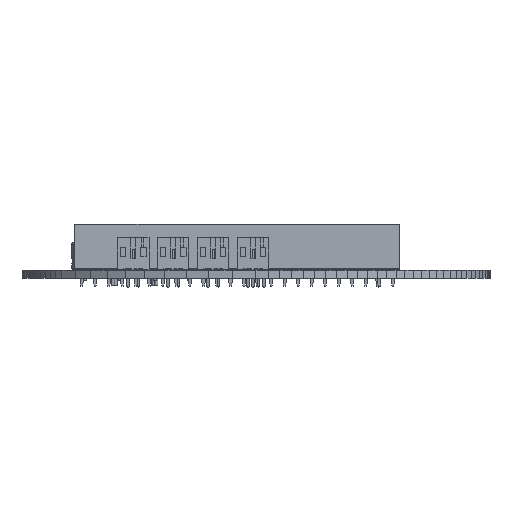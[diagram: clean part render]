
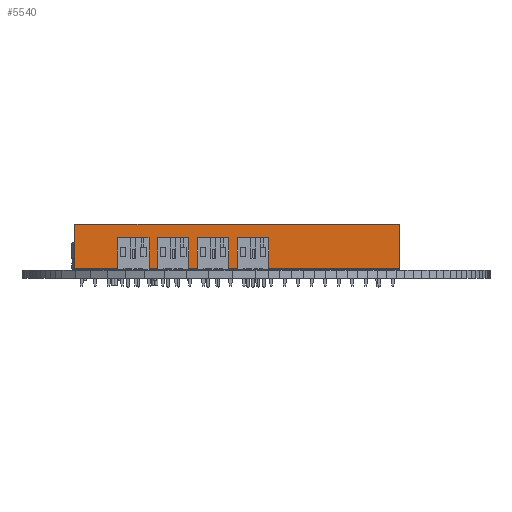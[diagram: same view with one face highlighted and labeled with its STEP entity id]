
A CAD part, left-side view. The second image highlights one B-rep face of the part: STEP entity #5540.
In plain terms, the highlighted planar face has unit normal (-1, 0, 0).
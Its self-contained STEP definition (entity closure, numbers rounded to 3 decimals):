
#2917 = VERTEX_POINT('',#2918);
#2918 = CARTESIAN_POINT('',(-1.27,-59.69,0.));
#2926 = EDGE_CURVE('',#2917,#2927,#2929,.T.);
#2927 = VERTEX_POINT('',#2928);
#2928 = CARTESIAN_POINT('',(-1.27,-59.69,8.5));
#2929 = LINE('',#2930,#2931);
#2930 = CARTESIAN_POINT('',(-1.27,-59.69,0.));
#2931 = VECTOR('',#2932,1.);
#2932 = DIRECTION('',(0.,0.,1.));
#2989 = VERTEX_POINT('',#2990);
#2990 = CARTESIAN_POINT('',(-1.27,1.27,8.5));
#2996 = EDGE_CURVE('',#2997,#2989,#2999,.T.);
#2997 = VERTEX_POINT('',#2998);
#2998 = CARTESIAN_POINT('',(-1.27,1.27,0.));
#2999 = LINE('',#3000,#3001);
#3000 = CARTESIAN_POINT('',(-1.27,1.27,0.));
#3001 = VECTOR('',#3002,1.);
#3002 = DIRECTION('',(0.,0.,1.));
#3061 = EDGE_CURVE('',#2989,#2927,#3062,.T.);
#3062 = LINE('',#3063,#3064);
#3063 = CARTESIAN_POINT('',(-1.27,1.27,8.5));
#3064 = VECTOR('',#3065,1.);
#3065 = DIRECTION('',(0.,-1.,0.));
#3900 = EDGE_CURVE('',#2997,#2917,#3901,.T.);
#3901 = LINE('',#3902,#3903);
#3902 = CARTESIAN_POINT('',(-1.27,1.27,0.));
#3903 = VECTOR('',#3904,1.);
#3904 = DIRECTION('',(0.,-1.,0.));
#5540 = ADVANCED_FACE('',(#5541),#5547,.F.);
#5541 = FACE_BOUND('',#5542,.F.);
#5542 = EDGE_LOOP('',(#5543,#5544,#5545,#5546));
#5543 = ORIENTED_EDGE('',*,*,#2996,.T.);
#5544 = ORIENTED_EDGE('',*,*,#3061,.T.);
#5545 = ORIENTED_EDGE('',*,*,#2926,.F.);
#5546 = ORIENTED_EDGE('',*,*,#3900,.F.);
#5547 = PLANE('',#5548);
#5548 = AXIS2_PLACEMENT_3D('',#5549,#5550,#5551);
#5549 = CARTESIAN_POINT('',(-1.27,1.27,0.));
#5550 = DIRECTION('',(1.,0.,0.));
#5551 = DIRECTION('',(0.,-1.,0.));
